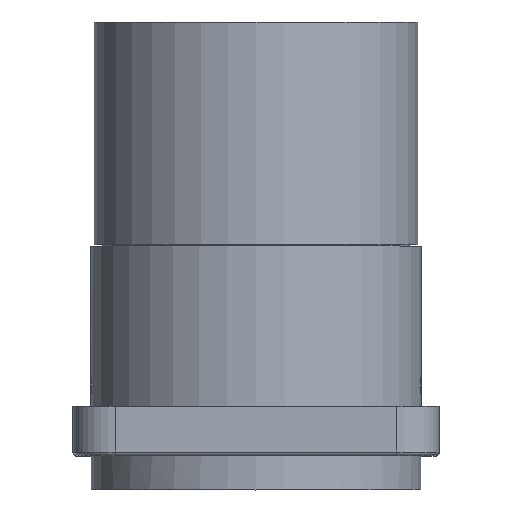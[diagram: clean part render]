
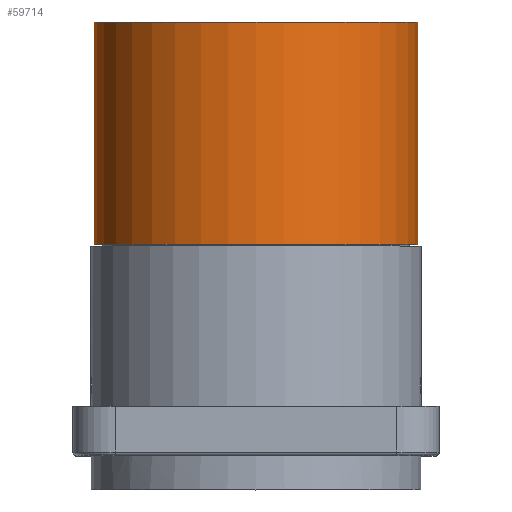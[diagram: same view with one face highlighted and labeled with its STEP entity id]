
A CAD part, top view. The second image highlights one B-rep face of the part: STEP entity #59714.
In plain terms, the highlighted cylindrical face has radius 11.5 mm (diameter 23 mm), a full revolution.
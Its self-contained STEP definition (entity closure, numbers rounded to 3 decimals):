
#1679=CIRCLE('',#63991,11.5);
#1681=CIRCLE('',#64003,11.5);
#6516=FACE_OUTER_BOUND('',#9445,.T.);
#9445=EDGE_LOOP('',(#53055,#53056,#53057,#53058));
#16180=LINE('',#95906,#22973);
#22973=VECTOR('',#79089,11.5);
#28440=VERTEX_POINT('',#95857);
#28454=VERTEX_POINT('',#95905);
#36675=EDGE_CURVE('',#28440,#28440,#1679,.T.);
#36699=EDGE_CURVE('',#28440,#28454,#16180,.T.);
#36700=EDGE_CURVE('',#28454,#28454,#1681,.T.);
#53055=ORIENTED_EDGE('',*,*,#36675,.F.);
#53056=ORIENTED_EDGE('',*,*,#36699,.T.);
#53057=ORIENTED_EDGE('',*,*,#36700,.F.);
#53058=ORIENTED_EDGE('',*,*,#36699,.F.);
#54192=CYLINDRICAL_SURFACE('',#64002,11.5);
#59714=ADVANCED_FACE('',(#6516),#54192,.T.);
#63991=AXIS2_PLACEMENT_3D('',#95858,#79043,#79044);
#64002=AXIS2_PLACEMENT_3D('',#95904,#79087,#79088);
#64003=AXIS2_PLACEMENT_3D('',#95907,#79090,#79091);
#79043=DIRECTION('center_axis',(0.,-1.,0.));
#79044=DIRECTION('ref_axis',(1.,0.,0.));
#79087=DIRECTION('center_axis',(0.,-1.,0.));
#79088=DIRECTION('ref_axis',(1.,0.,0.));
#79089=DIRECTION('',(0.,1.,0.));
#79090=DIRECTION('center_axis',(0.,1.,0.));
#79091=DIRECTION('ref_axis',(1.,0.,0.));
#95857=CARTESIAN_POINT('',(-11.5,11.5,0.));
#95858=CARTESIAN_POINT('Origin',(0.,11.5,0.));
#95904=CARTESIAN_POINT('Origin',(0.,27.3,0.));
#95905=CARTESIAN_POINT('',(-11.5,27.3,0.));
#95906=CARTESIAN_POINT('',(-11.5,27.3,0.));
#95907=CARTESIAN_POINT('Origin',(0.,27.3,0.));
